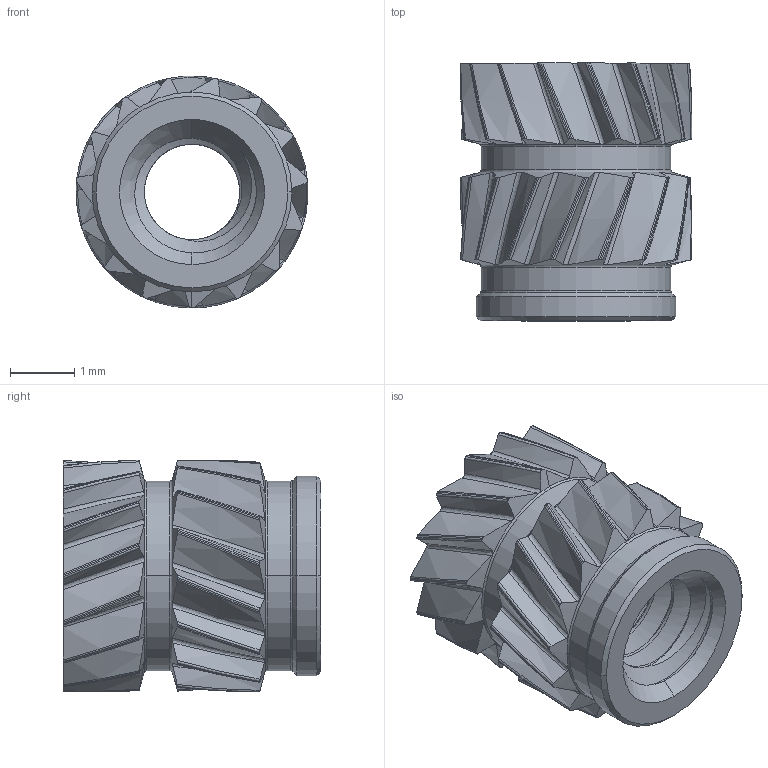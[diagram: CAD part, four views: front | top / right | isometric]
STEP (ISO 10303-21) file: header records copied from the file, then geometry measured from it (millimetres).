
FILE_DESCRIPTION (( 'STEP AP203' ), '1' );
FILE_NAME ('94459A120_Heat-Set Inserts for Plastic.STEP', '2023-12-07T14:45:03', ( 'Administrator' ), ( 'Managed by Terraform' ), 'SwSTEP 2.0', 'SolidWorks 2017', '' );
FILE_SCHEMA (( 'CONFIG_CONTROL_DESIGN' ));
Length unit declared in the file: millimetre
Products named in the file (1): 94459A120_Heat-Set Inserts for Plastic
Bounding box: 3.6 x 4 x 3.6 mm (x, y, z)
Volume: 21.5 mm3; surface area: 100.9 mm2
Topology: 1 solids, 1 shells, 237 faces, 689 edges, 454 vertices
Faces by surface type: bspline 153, cylinder 58, cone 16, torus 8, plane 2
Entity records: 18388 total; most frequent: CARTESIAN_POINT 13659, ORIENTED_EDGE 1378, EDGE_CURVE 689, DIRECTION 511, VERTEX_POINT 454, B_SPLINE_CURVE_WITH_KNOTS 318, EDGE_LOOP 239, ADVANCED_FACE 237
